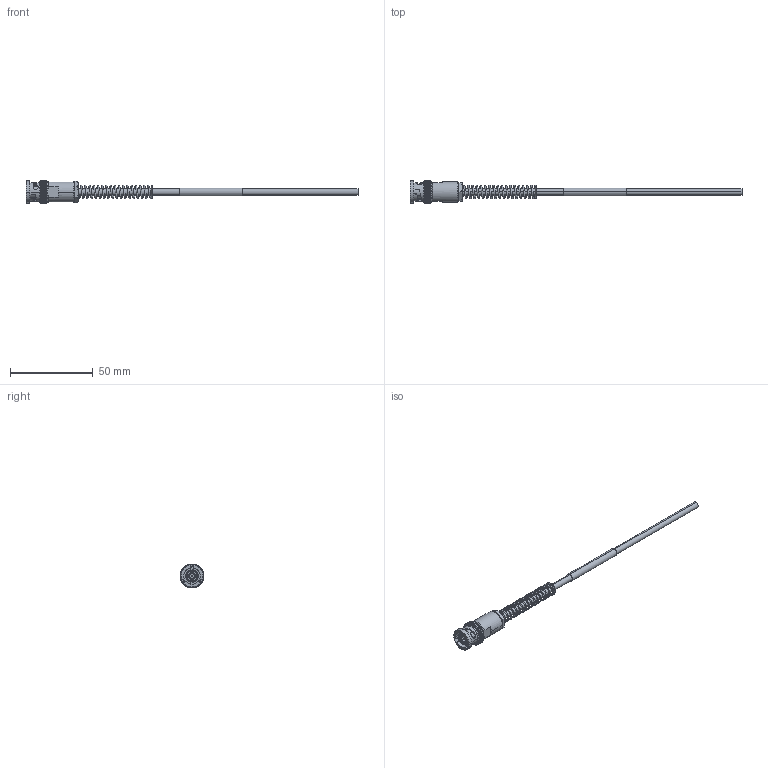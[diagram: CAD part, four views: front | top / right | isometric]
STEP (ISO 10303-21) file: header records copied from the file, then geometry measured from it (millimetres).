
FILE_DESCRIPTION (( 'STEP AP214' ), '1' );
FILE_NAME ('FM3MP2347_3D.step', '2023-08-28T16:47:37', ( '' ), ( '' ), 'SwSTEP 2.0', 'SolidWorks 2022', '' );
FILE_SCHEMA (( 'AUTOMOTIVE_DESIGN' ));
Length unit declared in the file: inch
Products named in the file (7): FMCN10-06030-231_With Large Strain Relief; 1AW01-003_.182 ID x 1.5" long; Copy of 10-06030-XXX-MA1^FMCN10-06030-231; Copy of 10-06030-XXX-MA2^FMCN10-06030-231_With Large Strain Relief; 30-02003_2_7"; FM3MP2347_3D; Copy of 10-06030-XXX-MA3^FMCN10-06030-231
Assembly tree (6 placements, depth 3):
  FM3MP2347_3D
    30-02003_2_7"
    FMCN10-06030-231_With Large Strain Relief
      Copy of 10-06030-XXX-MA1^FMCN10-06030-231
      Copy of 10-06030-XXX-MA2^FMCN10-06030-231_With Large Strain Relief
      Copy of 10-06030-XXX-MA3^FMCN10-06030-231
    1AW01-003_.182 ID x 1.5" long
Bounding box: 200.5 x 14.49 x 14.49 mm (x, y, z)
Volume: 5401.6 mm3; surface area: 7682.3 mm2
Topology: 5 solids, 5 shells, 706 faces, 2019 edges, 1330 vertices
Faces by surface type: cylinder 379, torus 196, plane 82, cone 32, bspline 17
Entity records: 32770 total; most frequent: CARTESIAN_POINT 14138, ORIENTED_EDGE 4034, DIRECTION 3792, EDGE_CURVE 2017, AXIS2_PLACEMENT_3D 1629, VERTEX_POINT 1330, CIRCLE 930, EDGE_LOOP 729
